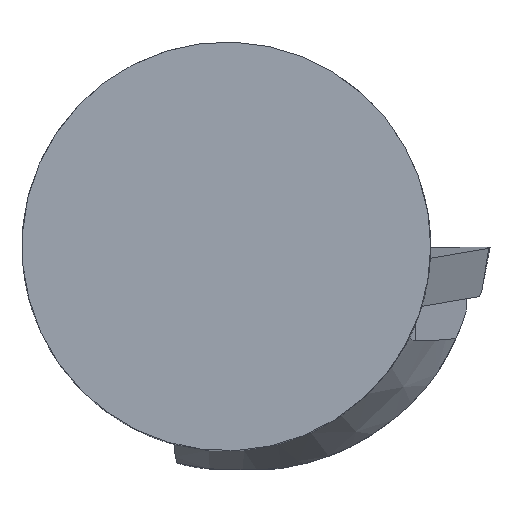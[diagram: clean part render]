
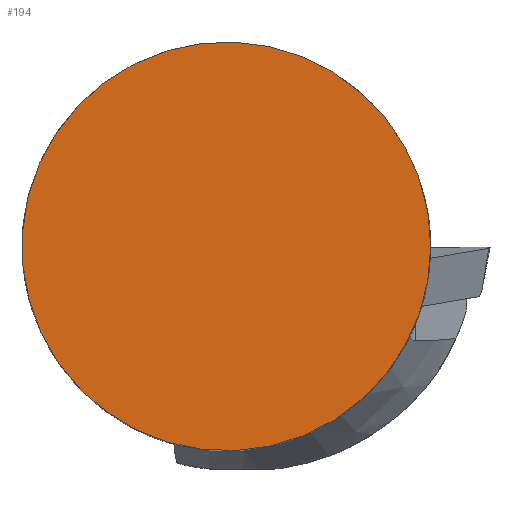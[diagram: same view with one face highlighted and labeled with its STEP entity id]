
A CAD part, top view. The second image highlights one B-rep face of the part: STEP entity #194.
In plain terms, the highlighted planar face has unit normal (0, 0, 1).
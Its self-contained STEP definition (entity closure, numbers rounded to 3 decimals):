
#150=CIRCLE('',#909,10.);
#194=ADVANCED_FACE('',(#253),#224,.T.);
#224=PLANE('',#942);
#253=FACE_OUTER_BOUND('',#296,.T.);
#296=EDGE_LOOP('',(#568));
#568=ORIENTED_EDGE('',*,*,#735,.F.);
#661=VERTEX_POINT('',#1398);
#735=EDGE_CURVE('',#661,#661,#150,.T.);
#909=AXIS2_PLACEMENT_3D('',#1397,#1019,#1020);
#942=AXIS2_PLACEMENT_3D('',#1515,#1105,#1106);
#1019=DIRECTION('',(0.,0.,-1.));
#1020=DIRECTION('',(1.,0.,0.));
#1105=DIRECTION('',(0.,0.,1.));
#1106=DIRECTION('',(1.,0.,0.));
#1397=CARTESIAN_POINT('',(0.,0.,0.));
#1398=CARTESIAN_POINT('',(10.,0.,0.));
#1515=CARTESIAN_POINT('',(0.,0.,0.));
